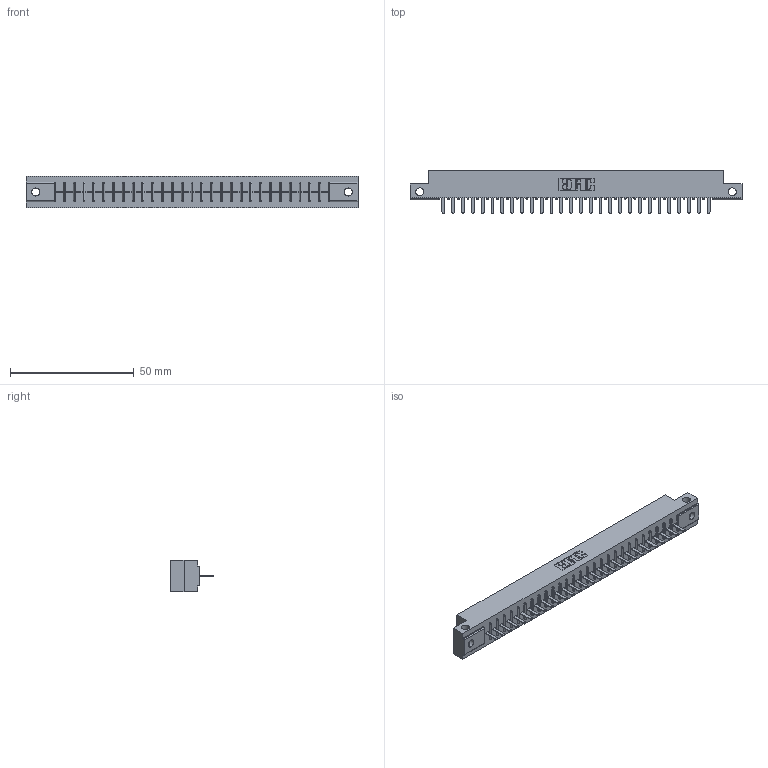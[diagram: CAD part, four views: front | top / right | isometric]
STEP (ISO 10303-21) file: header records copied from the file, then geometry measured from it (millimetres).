
FILE_DESCRIPTION (( 'STEP AP203' ), '1' );
FILE_NAME ('306-028-520-112.STEP', '2020-09-20T19:42:39', ( '' ), ( '' ), 'SwSTEP 2.0', 'SolidWorks 2020', '' );
FILE_SCHEMA (( 'CONFIG_CONTROL_DESIGN' ));
Length unit declared in the file: inch
Products named in the file (3): 306 Part_.128 Dia; 306-028-520-112; 306-290-001_120
Assembly tree (29 placements, depth 2):
  306-028-520-112
    306 Part_.128 Dia
    306-290-001_120  x28
Bounding box: 133.96 x 17.12 x 12.7 mm (x, y, z)
Volume: 14485.6 mm3; surface area: 14767.9 mm2
Topology: 29 solids, 29 shells, 2088 faces, 5868 edges, 3756 vertices
Faces by surface type: plane 1384, cylinder 592, sphere 112
Entity records: 28287 total; most frequent: CARTESIAN_POINT 4795, ORIENTED_EDGE 4708, DIRECTION 4668, EDGE_CURVE 2354, VECTOR 1818, LINE 1818, VERTEX_POINT 1488, AXIS2_PLACEMENT_3D 1425
